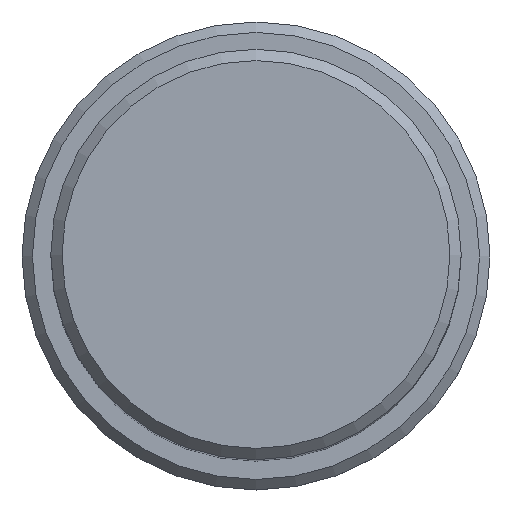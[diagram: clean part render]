
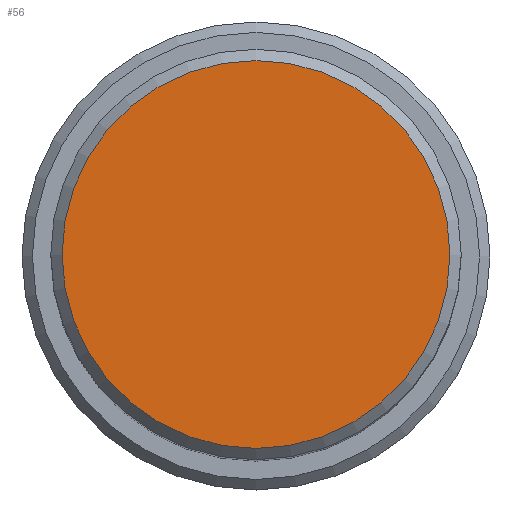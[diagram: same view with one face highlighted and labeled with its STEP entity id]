
A CAD part, top view. The second image highlights one B-rep face of the part: STEP entity #56.
In plain terms, the highlighted planar face has unit normal (0, 0, 1).
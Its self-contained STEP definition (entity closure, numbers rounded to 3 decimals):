
#45=PLANE('',#360);
#53=FACE_OUTER_BOUND('',#143,.T.);
#56=ADVANCED_FACE('',(#53),#45,.T.);
#143=EDGE_LOOP('',(#195));
#195=ORIENTED_EDGE('',*,*,#273,.F.);
#247=VERTEX_POINT('',#536);
#273=EDGE_CURVE('',#247,#247,#299,.T.);
#299=CIRCLE('',#359,11.811);
#359=AXIS2_PLACEMENT_3D('',#535,#423,#424);
#360=AXIS2_PLACEMENT_3D('',#537,#425,#426);
#423=DIRECTION('',(0.,0.,-1.));
#424=DIRECTION('',(-1.,0.,0.));
#425=DIRECTION('',(0.,0.,1.));
#426=DIRECTION('',(1.,0.,0.));
#535=CARTESIAN_POINT('',(0.,0.,
0.));
#536=CARTESIAN_POINT('',(-11.811,0.,0.));
#537=CARTESIAN_POINT('',(10.124,6.083,0.));
